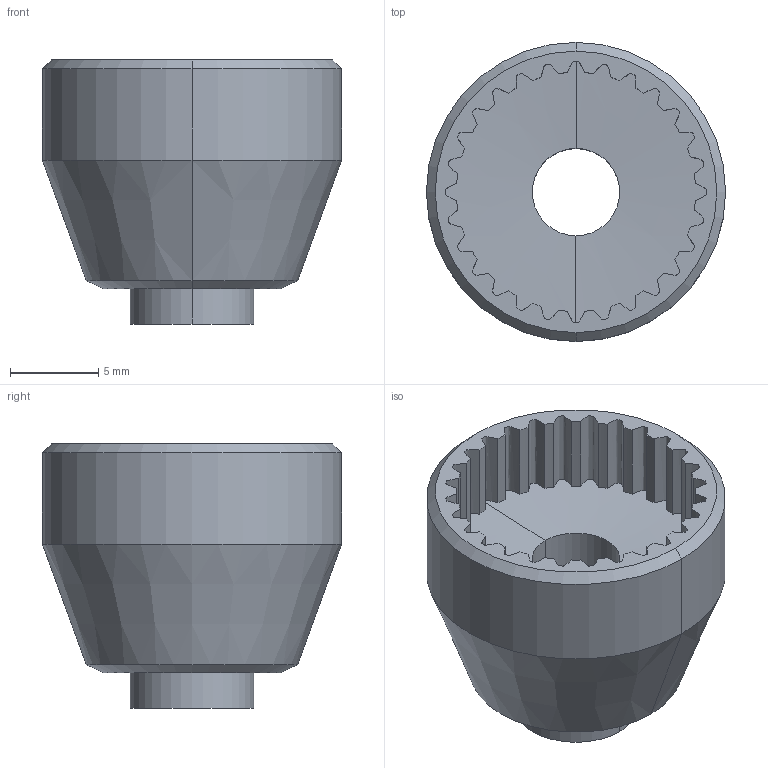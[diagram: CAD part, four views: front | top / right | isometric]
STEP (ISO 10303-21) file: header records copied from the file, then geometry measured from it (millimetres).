
FILE_DESCRIPTION (( 'STEP AP214' ), '1' );
FILE_NAME ('217-6434-001 Rev1.STEP', '2018-05-29T14:59:46', ( '' ), ( '' ), 'SwSTEP 2.0', 'SolidWorks 2017', '' );
FILE_SCHEMA (( 'AUTOMOTIVE_DESIGN' ));
Length unit declared in the file: millimetre
Products named in the file (1): 217-6434-001 Rev1
Bounding box: 16.99 x 16.99 x 15 mm (x, y, z)
Volume: 1625.7 mm3; surface area: 1408 mm2
Topology: 1 solids, 1 shells, 75 faces, 206 edges, 134 vertices
Faces by surface type: cylinder 34, bspline 28, cone 10, plane 3
Entity records: 5936 total; most frequent: CARTESIAN_POINT 4118, ORIENTED_EDGE 412, DIRECTION 320, EDGE_CURVE 206, VERTEX_POINT 134, AXIS2_PLACEMENT_3D 124, EDGE_LOOP 78, CIRCLE 76
